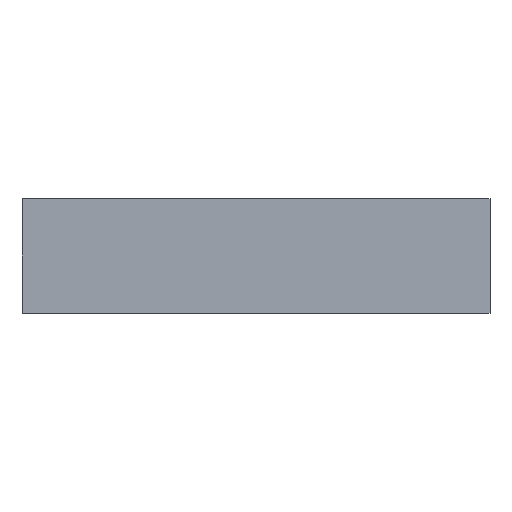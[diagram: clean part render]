
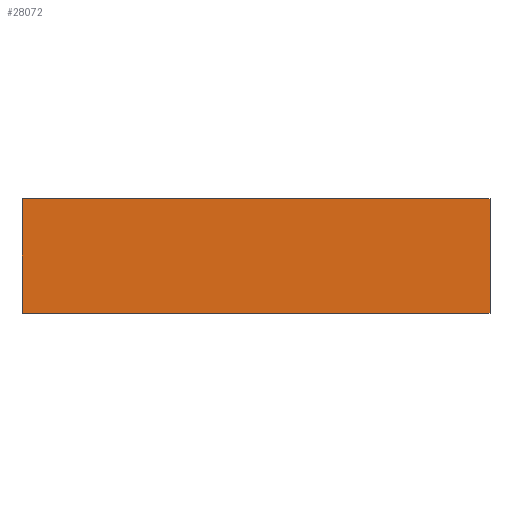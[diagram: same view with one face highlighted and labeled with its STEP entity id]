
A CAD part, front view. The second image highlights one B-rep face of the part: STEP entity #28072.
In plain terms, the highlighted planar face has unit normal (0, -1, 0).
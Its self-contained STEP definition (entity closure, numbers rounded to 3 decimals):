
#11 = VECTOR ( 'NONE', #19363, 1000. ) ;
#2014 = DIRECTION ( 'NONE',  ( 1., 0., 0. ) ) ;
#2462 = CARTESIAN_POINT ( 'NONE',  ( 266., -15., -65. ) ) ;
#2851 = CARTESIAN_POINT ( 'NONE',  ( -266., -15., -65. ) ) ;
#4340 = DIRECTION ( 'NONE',  ( 0., 0., -1. ) ) ;
#4694 = CARTESIAN_POINT ( 'NONE',  ( -266., -15., 65. ) ) ;
#6575 = LINE ( 'NONE', #16814, #26437 ) ;
#7137 = EDGE_CURVE ( 'NONE', #21272, #27033, #10428, .T. ) ;
#10275 = ORIENTED_EDGE ( 'NONE', *, *, #13261, .T. ) ;
#10428 = LINE ( 'NONE', #24259, #30488 ) ;
#11102 = LINE ( 'NONE', #24412, #11 ) ;
#11466 = ORIENTED_EDGE ( 'NONE', *, *, #7137, .T. ) ;
#12749 = DIRECTION ( 'NONE',  ( 0., -1., 0. ) ) ;
#13261 = EDGE_CURVE ( 'NONE', #27033, #15570, #6575, .T. ) ;
#13364 = CARTESIAN_POINT ( 'NONE',  ( -266., -15., 65. ) ) ;
#14094 = EDGE_LOOP ( 'NONE', ( #23391, #11466, #10275, #28451 ) ) ;
#14980 = AXIS2_PLACEMENT_3D ( 'NONE', #35334, #12749, #34643 ) ;
#15268 = LINE ( 'NONE', #4694, #20476 ) ;
#15570 = VERTEX_POINT ( 'NONE', #17973 ) ;
#15611 = PLANE ( 'NONE',  #14980 ) ;
#15690 = EDGE_CURVE ( 'NONE', #15570, #28945, #11102, .T. ) ;
#16814 = CARTESIAN_POINT ( 'NONE',  ( 266., -15., 65. ) ) ;
#17973 = CARTESIAN_POINT ( 'NONE',  ( 266., -15., 65. ) ) ;
#19363 = DIRECTION ( 'NONE',  ( -1., 0., 0. ) ) ;
#20476 = VECTOR ( 'NONE', #4340, 1000. ) ;
#21272 = VERTEX_POINT ( 'NONE', #2851 ) ;
#23391 = ORIENTED_EDGE ( 'NONE', *, *, #30472, .T. ) ;
#24259 = CARTESIAN_POINT ( 'NONE',  ( -266., -15., -65. ) ) ;
#24406 = FACE_OUTER_BOUND ( 'NONE', #14094, .T. ) ;
#24412 = CARTESIAN_POINT ( 'NONE',  ( -266., -15., 65. ) ) ;
#26437 = VECTOR ( 'NONE', #28327, 1000. ) ;
#27033 = VERTEX_POINT ( 'NONE', #2462 ) ;
#28072 = ADVANCED_FACE ( 'NONE', ( #24406 ), #15611, .T. ) ;
#28327 = DIRECTION ( 'NONE',  ( 0., 0., 1. ) ) ;
#28451 = ORIENTED_EDGE ( 'NONE', *, *, #15690, .T. ) ;
#28945 = VERTEX_POINT ( 'NONE', #13364 ) ;
#30472 = EDGE_CURVE ( 'NONE', #28945, #21272, #15268, .T. ) ;
#30488 = VECTOR ( 'NONE', #2014, 1000. ) ;
#34643 = DIRECTION ( 'NONE',  ( 0., 0., -1. ) ) ;
#35334 = CARTESIAN_POINT ( 'NONE',  ( 0., -15., 0. ) ) ;
